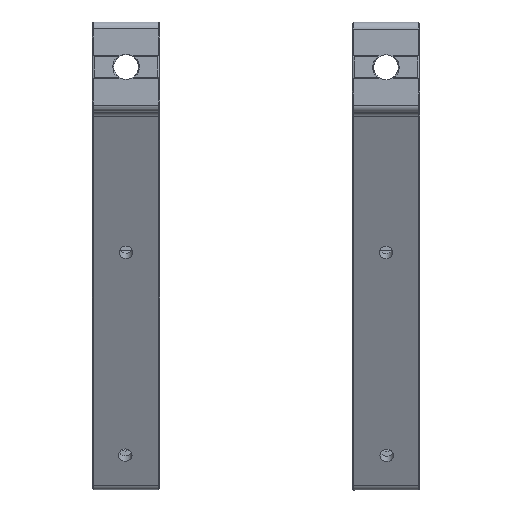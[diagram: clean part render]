
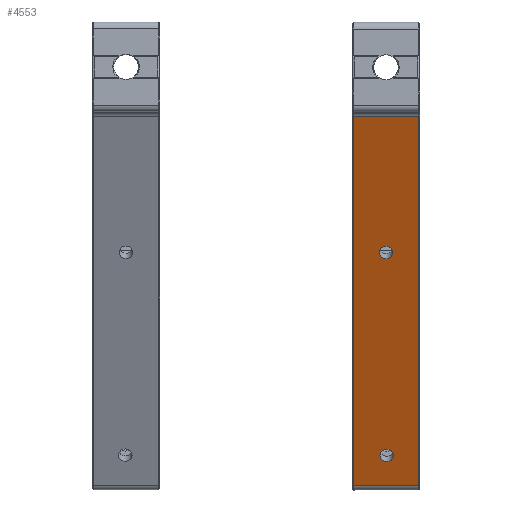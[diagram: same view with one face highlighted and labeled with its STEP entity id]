
A CAD part, top view. The second image highlights one B-rep face of the part: STEP entity #4553.
In plain terms, the highlighted planar face has unit normal (0, -0.397, 0.918).
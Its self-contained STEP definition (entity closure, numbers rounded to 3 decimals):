
#49=FACE_BOUND('',#760,.T.);
#50=FACE_BOUND('',#761,.T.);
#191=CIRCLE('',#4937,1.5);
#192=CIRCLE('',#4938,1.5);
#475=FACE_OUTER_BOUND('',#759,.T.);
#759=EDGE_LOOP('',(#3542,#3543,#3544,#3545));
#760=EDGE_LOOP('',(#3546));
#761=EDGE_LOOP('',(#3547));
#1115=LINE('',#7219,#1587);
#1123=LINE('',#7240,#1595);
#1160=LINE('',#7335,#1632);
#1164=LINE('',#7345,#1636);
#1587=VECTOR('',#5657,10.);
#1595=VECTOR('',#5681,10.);
#1632=VECTOR('',#5802,10.);
#1636=VECTOR('',#5818,10.);
#2054=VERTEX_POINT('',#7214);
#2055=VERTEX_POINT('',#7218);
#2060=VERTEX_POINT('',#7238);
#2076=VERTEX_POINT('',#7330);
#2077=VERTEX_POINT('',#7346);
#2078=VERTEX_POINT('',#7348);
#2532=EDGE_CURVE('',#2054,#2055,#1115,.T.);
#2543=EDGE_CURVE('',#2060,#2054,#1123,.T.);
#2592=EDGE_CURVE('',#2076,#2060,#1160,.T.);
#2596=EDGE_CURVE('',#2055,#2076,#1164,.T.);
#2597=EDGE_CURVE('',#2077,#2077,#191,.T.);
#2598=EDGE_CURVE('',#2078,#2078,#192,.T.);
#3542=ORIENTED_EDGE('',*,*,#2532,.F.);
#3543=ORIENTED_EDGE('',*,*,#2543,.F.);
#3544=ORIENTED_EDGE('',*,*,#2592,.F.);
#3545=ORIENTED_EDGE('',*,*,#2596,.F.);
#3546=ORIENTED_EDGE('',*,*,#2597,.T.);
#3547=ORIENTED_EDGE('',*,*,#2598,.T.);
#4348=PLANE('',#4936);
#4553=ADVANCED_FACE('',(#475,#49,#50),#4348,.T.);
#4936=AXIS2_PLACEMENT_3D('',#7344,#5816,#5817);
#4937=AXIS2_PLACEMENT_3D('',#7347,#5819,#5820);
#4938=AXIS2_PLACEMENT_3D('',#7349,#5821,#5822);
#5657=DIRECTION('',(0.,0.918,0.397));
#5681=DIRECTION('',(-1.,0.,0.));
#5802=DIRECTION('',(0.,-0.918,-0.397));
#5816=DIRECTION('center_axis',(0.,-0.397,0.918));
#5817=DIRECTION('ref_axis',(0.,-0.918,-0.397));
#5818=DIRECTION('',(1.,0.,0.));
#5819=DIRECTION('center_axis',(0.,0.397,-0.918));
#5820=DIRECTION('ref_axis',(1.,0.,0.));
#5821=DIRECTION('center_axis',(0.,0.397,-0.918));
#5822=DIRECTION('ref_axis',(-1.,0.,0.));
#7214=CARTESIAN_POINT('',(155.7,-121.073,-111.566));
#7218=CARTESIAN_POINT('',(155.7,-38.905,-76.052));
#7219=CARTESIAN_POINT('',(155.7,-34.801,-74.279));
#7238=CARTESIAN_POINT('',(170.3,-121.073,-111.566));
#7240=CARTESIAN_POINT('',(155.5,-121.073,-111.566));
#7330=CARTESIAN_POINT('',(170.3,-38.905,-76.052));
#7335=CARTESIAN_POINT('',(170.3,-26.797,-70.819));
#7344=CARTESIAN_POINT('Origin',(155.5,-38.,-75.661));
#7345=CARTESIAN_POINT('',(163.,-38.905,-76.052));
#7346=CARTESIAN_POINT('',(161.5,-69.197,-89.145));
#7347=CARTESIAN_POINT('Origin',(163.,-69.197,-89.145));
#7348=CARTESIAN_POINT('',(164.675,-114.294,-108.636));
#7349=CARTESIAN_POINT('Origin',(163.175,-114.294,-108.636));
